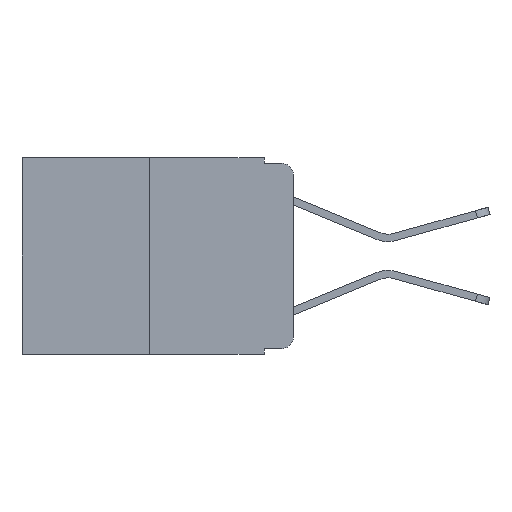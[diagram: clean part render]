
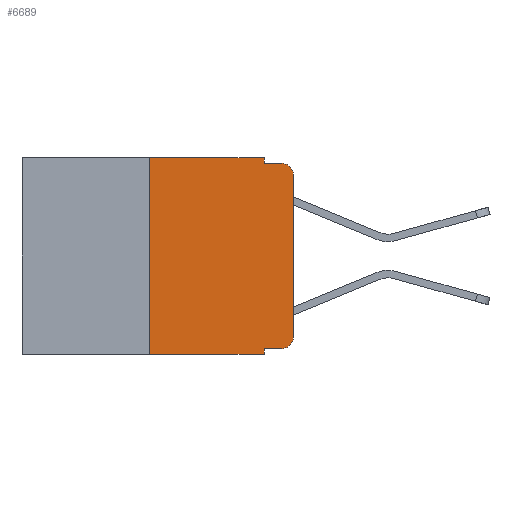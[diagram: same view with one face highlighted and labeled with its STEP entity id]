
A CAD part, left-side view. The second image highlights one B-rep face of the part: STEP entity #6689.
In plain terms, the highlighted planar face has unit normal (-1, 0, 0).
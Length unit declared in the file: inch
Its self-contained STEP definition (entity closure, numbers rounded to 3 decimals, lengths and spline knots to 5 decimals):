
#52 = VERTEX_POINT ( 'NONE', #13020 ) ;
#109 = CARTESIAN_POINT ( 'NONE',  ( 0., 0.051, 0. ) ) ;
#136 = ORIENTED_EDGE ( 'NONE', *, *, #12182, .F. ) ;
#322 = DIRECTION ( 'NONE',  ( 0., -1., 0. ) ) ;
#333 = DIRECTION ( 'NONE',  ( 0., 0., -1. ) ) ;
#503 = AXIS2_PLACEMENT_3D ( 'NONE', #6734, #13625, #7738 ) ;
#798 = CARTESIAN_POINT ( 'NONE',  ( 0., 0., -0.03 ) ) ;
#1079 = ORIENTED_EDGE ( 'NONE', *, *, #13440, .T. ) ;
#1164 = VERTEX_POINT ( 'NONE', #4671 ) ;
#1281 = DIRECTION ( 'NONE',  ( 0., -1., 0. ) ) ;
#1296 = CARTESIAN_POINT ( 'NONE',  ( 0., 0.051, 0. ) ) ;
#1348 = LINE ( 'NONE', #11517, #12297 ) ;
#1530 = DIRECTION ( 'NONE',  ( 0., -1., 0. ) ) ;
#1537 = ORIENTED_EDGE ( 'NONE', *, *, #11533, .F. ) ;
#1553 = LINE ( 'NONE', #9134, #12476 ) ;
#1693 = VECTOR ( 'NONE', #1530, 39.37008 ) ;
#2594 = CARTESIAN_POINT ( 'NONE',  ( 0., 0.051, 0. ) ) ;
#2624 = PLANE ( 'NONE',  #3059 ) ;
#3003 = ORIENTED_EDGE ( 'NONE', *, *, #5650, .F. ) ;
#3059 = AXIS2_PLACEMENT_3D ( 'NONE', #3770, #7116, #333 ) ;
#3237 = DIRECTION ( 'NONE',  ( -1., 0., 0. ) ) ;
#3600 = ORIENTED_EDGE ( 'NONE', *, *, #5305, .T. ) ;
#3658 = VERTEX_POINT ( 'NONE', #12647 ) ;
#3705 = LINE ( 'NONE', #12347, #9063 ) ;
#3770 = CARTESIAN_POINT ( 'NONE',  ( 0., 0.473, 0. ) ) ;
#3962 = CARTESIAN_POINT ( 'NONE',  ( 0., 0.051, -0.333 ) ) ;
#4090 = FACE_OUTER_BOUND ( 'NONE', #11955, .T. ) ;
#4362 = VECTOR ( 'NONE', #11077, 39.37008 ) ;
#4671 = CARTESIAN_POINT ( 'NONE',  ( 0., 0., -0.313 ) ) ;
#4833 = CARTESIAN_POINT ( 'NONE',  ( 0., 0.051, -0.343 ) ) ;
#4874 = VERTEX_POINT ( 'NONE', #4833 ) ;
#5305 = EDGE_CURVE ( 'NONE', #52, #4874, #9919, .T. ) ;
#5475 = CIRCLE ( 'NONE', #503, 0.02 ) ;
#5650 = EDGE_CURVE ( 'NONE', #10303, #3658, #8949, .T. ) ;
#6566 = ORIENTED_EDGE ( 'NONE', *, *, #10871, .F. ) ;
#6587 = DIRECTION ( 'NONE',  ( 0., 0., 1. ) ) ;
#6689 = ADVANCED_FACE ( 'NONE', ( #4090 ), #2624, .F. ) ;
#6734 = CARTESIAN_POINT ( 'NONE',  ( 0., 0.02, -0.03 ) ) ;
#6811 = ORIENTED_EDGE ( 'NONE', *, *, #12826, .T. ) ;
#7100 = VERTEX_POINT ( 'NONE', #798 ) ;
#7106 = CARTESIAN_POINT ( 'NONE',  ( 0., 0.473, -0.343 ) ) ;
#7116 = DIRECTION ( 'NONE',  ( 1., 0., 0. ) ) ;
#7157 = CARTESIAN_POINT ( 'NONE',  ( 0., 0.02, -0.333 ) ) ;
#7545 = VECTOR ( 'NONE', #322, 39.37008 ) ;
#7738 = DIRECTION ( 'NONE',  ( 0., 0., -1. ) ) ;
#7934 = ORIENTED_EDGE ( 'NONE', *, *, #10210, .F. ) ;
#8176 = EDGE_CURVE ( 'NONE', #9551, #1164, #9886, .T. ) ;
#8415 = VECTOR ( 'NONE', #8956, 39.37008 ) ;
#8949 = LINE ( 'NONE', #11945, #10991 ) ;
#8956 = DIRECTION ( 'NONE',  ( 0., 0., -1. ) ) ;
#9063 = VECTOR ( 'NONE', #13284, 39.37008 ) ;
#9134 = CARTESIAN_POINT ( 'NONE',  ( 0., 0.051, -0.333 ) ) ;
#9152 = CARTESIAN_POINT ( 'NONE',  ( 0., 0.473, 0. ) ) ;
#9417 = ORIENTED_EDGE ( 'NONE', *, *, #8176, .T. ) ;
#9455 = CARTESIAN_POINT ( 'NONE',  ( 0., 0.25, 0. ) ) ;
#9543 = EDGE_CURVE ( 'NONE', #13357, #9551, #1553, .T. ) ;
#9551 = VERTEX_POINT ( 'NONE', #7157 ) ;
#9652 = CARTESIAN_POINT ( 'NONE',  ( 0., 0.02, -0.313 ) ) ;
#9671 = LINE ( 'NONE', #9152, #1693 ) ;
#9886 = CIRCLE ( 'NONE', #11464, 0.02 ) ;
#9919 = LINE ( 'NONE', #7106, #7545 ) ;
#10061 = CARTESIAN_POINT ( 'NONE',  ( 0., 0.051, -0.01 ) ) ;
#10206 = VERTEX_POINT ( 'NONE', #109 ) ;
#10210 = EDGE_CURVE ( 'NONE', #13357, #4874, #13635, .T. ) ;
#10303 = VERTEX_POINT ( 'NONE', #10061 ) ;
#10586 = LINE ( 'NONE', #2594, #4362 ) ;
#10652 = DIRECTION ( 'NONE',  ( 0., 0., -1. ) ) ;
#10871 = EDGE_CURVE ( 'NONE', #52, #13516, #1348, .T. ) ;
#10991 = VECTOR ( 'NONE', #1281, 39.37008 ) ;
#11077 = DIRECTION ( 'NONE',  ( 0., 0., -1. ) ) ;
#11464 = AXIS2_PLACEMENT_3D ( 'NONE', #9652, #3237, #10652 ) ;
#11517 = CARTESIAN_POINT ( 'NONE',  ( 0., 0.25, 0. ) ) ;
#11533 = EDGE_CURVE ( 'NONE', #13516, #10206, #9671, .T. ) ;
#11911 = ORIENTED_EDGE ( 'NONE', *, *, #9543, .T. ) ;
#11945 = CARTESIAN_POINT ( 'NONE',  ( 0., 0.051, -0.01 ) ) ;
#11955 = EDGE_LOOP ( 'NONE', ( #1079, #6811, #3003, #136, #1537, #6566, #3600, #7934, #11911, #9417 ) ) ;
#12117 = DIRECTION ( 'NONE',  ( 0., -1., 0. ) ) ;
#12182 = EDGE_CURVE ( 'NONE', #10206, #10303, #10586, .T. ) ;
#12297 = VECTOR ( 'NONE', #6587, 39.37008 ) ;
#12347 = CARTESIAN_POINT ( 'NONE',  ( 0., 0., 0. ) ) ;
#12476 = VECTOR ( 'NONE', #12117, 39.37008 ) ;
#12647 = CARTESIAN_POINT ( 'NONE',  ( 0., 0.02, -0.01 ) ) ;
#12826 = EDGE_CURVE ( 'NONE', #7100, #3658, #5475, .T. ) ;
#13020 = CARTESIAN_POINT ( 'NONE',  ( 0., 0.25, -0.343 ) ) ;
#13284 = DIRECTION ( 'NONE',  ( 0., 0., 1. ) ) ;
#13357 = VERTEX_POINT ( 'NONE', #3962 ) ;
#13440 = EDGE_CURVE ( 'NONE', #1164, #7100, #3705, .T. ) ;
#13516 = VERTEX_POINT ( 'NONE', #9455 ) ;
#13625 = DIRECTION ( 'NONE',  ( -1., 0., 0. ) ) ;
#13635 = LINE ( 'NONE', #1296, #8415 ) ;
